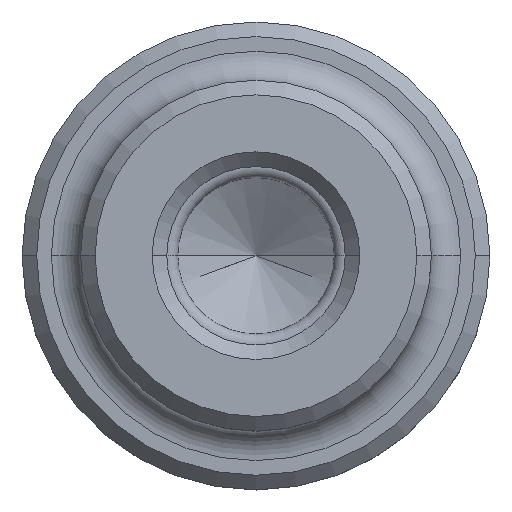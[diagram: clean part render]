
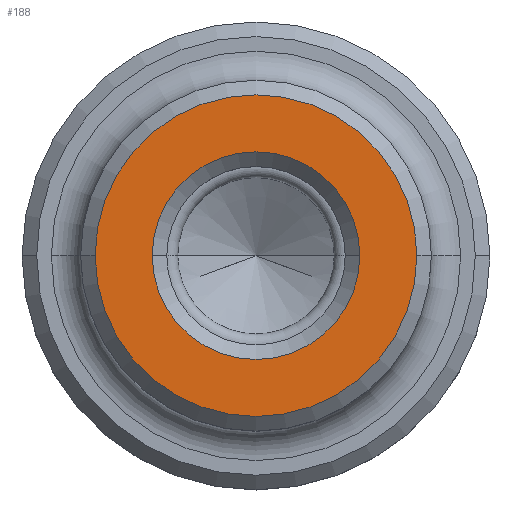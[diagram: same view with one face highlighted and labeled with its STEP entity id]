
A CAD part, top view. The second image highlights one B-rep face of the part: STEP entity #188.
In plain terms, the highlighted planar face has unit normal (0, 0, 1).
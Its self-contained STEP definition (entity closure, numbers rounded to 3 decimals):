
#188=ADVANCED_FACE('',(#469,#470),#471,.T.);
#288=VERTEX_POINT('',#581);
#292=VERTEX_POINT('',#585);
#294=EDGE_CURVE('',#288,#292,#587,.T.);
#298=VERTEX_POINT('',#591);
#304=VERTEX_POINT('',#597);
#306=EDGE_CURVE('',#304,#298,#599,.T.);
#370=EDGE_CURVE('',#298,#304,#663,.T.);
#372=EDGE_CURVE('',#292,#288,#665,.T.);
#469=FACE_OUTER_BOUND('',#752,.T.);
#470=FACE_BOUND('',#753,.T.);
#471=PLANE('',#754);
#581=CARTESIAN_POINT('',(-5.5,0.,6.));
#585=CARTESIAN_POINT('',(5.5,0.,6.));
#587=CIRCLE('',#904,5.5);
#591=CARTESIAN_POINT('',(-3.55,0.,6.));
#597=CARTESIAN_POINT('',(3.55,0.,6.));
#599=CIRCLE('',#921,3.55);
#663=CIRCLE('',#1016,3.55);
#665=CIRCLE('',#1019,5.5);
#752=EDGE_LOOP('',(#1208,#1209));
#753=EDGE_LOOP('',(#1210,#1211));
#754=AXIS2_PLACEMENT_3D('',#1212,#1213,#1214);
#904=AXIS2_PLACEMENT_3D('',#1333,#1334,#1335);
#921=AXIS2_PLACEMENT_3D('',#1338,#1339,#1340);
#1016=AXIS2_PLACEMENT_3D('',#1386,#1387,#1388);
#1019=AXIS2_PLACEMENT_3D('',#1389,#1390,#1391);
#1208=ORIENTED_EDGE('',*,*,#294,.F.);
#1209=ORIENTED_EDGE('',*,*,#372,.F.);
#1210=ORIENTED_EDGE('',*,*,#370,.T.);
#1211=ORIENTED_EDGE('',*,*,#306,.T.);
#1212=CARTESIAN_POINT('',(-4.525,0.,6.));
#1213=DIRECTION('',(0.0,0.0,1.0));
#1214=DIRECTION('',(1.0,-0.0,0.0));
#1333=CARTESIAN_POINT('',(0.0,0.,6.));
#1334=DIRECTION('',(-0.0,0.0,-1.0));
#1335=DIRECTION('',(-1.0,0.,0.0));
#1338=CARTESIAN_POINT('',(0.0,0.,6.));
#1339=DIRECTION('',(-0.0,0.0,-1.0));
#1340=DIRECTION('',(-1.0,0.,0.0));
#1386=CARTESIAN_POINT('',(0.0,0.,6.));
#1387=DIRECTION('',(-0.0,0.0,-1.0));
#1388=DIRECTION('',(-1.0,0.,0.0));
#1389=CARTESIAN_POINT('',(0.0,0.,6.));
#1390=DIRECTION('',(-0.0,0.0,-1.0));
#1391=DIRECTION('',(-1.0,0.,0.0));
